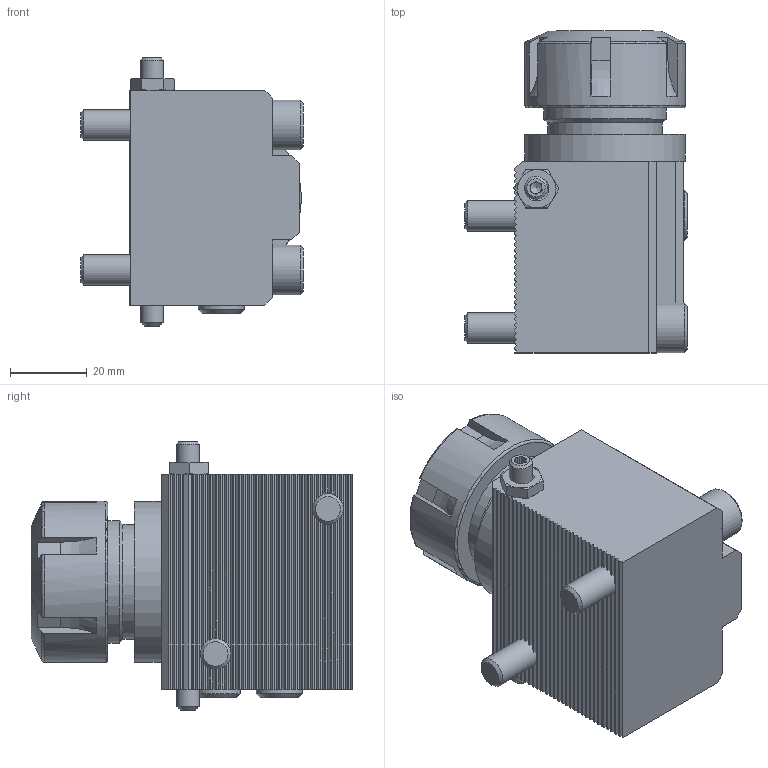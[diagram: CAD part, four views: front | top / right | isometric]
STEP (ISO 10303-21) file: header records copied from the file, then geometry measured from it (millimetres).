
FILE_DESCRIPTION(/* description */ (''),/* implementation_level */ '2;1');
FILE_NAME(/* name */ 'W9990242_A.stp',/* time_stamp */ '2009-11-26T14:21:28+01:00',/* author */ (''),/* organization */ (''),/* preprocessor_version */ 'ST-DEVELOPER v11',/* originating_system */ 'UGS - NX 5.0',/* authorisation */ '');
FILE_SCHEMA (('AUTOMOTIVE_DESIGN { 1 0 10303 214 0 1 1 1 }'));
Length unit declared in the file: millimetre
Products named in the file (12): W6290001_Gravur_A; 901939.0251_A; 410156.0640_A; W32100.06_A; 901930.3---_A; W32122.0216_A; 410156.1216_A; 415606.06_A; 410156.0670_A; 410260.0850_A; W6290001_A; W9990242_A
Assembly tree (13 placements, depth 3):
  W9990242_A
    W6290001_A
      W32122.0216_A
      901930.3---_A
      W32100.06_A
      410156.0640_A
      901939.0251_A
      W6290001_Gravur_A
    410260.0850_A  x2
    410156.0670_A
    415606.06_A
    410156.1216_A  x2
Bounding box: 58 x 83.99 x 70 mm (x, y, z)
Volume: 143569.1 mm3; surface area: 55844.6 mm2
Topology: 12 solids, 12 shells, 577 faces, 1591 edges, 1040 vertices
Faces by surface type: plane 430, cone 67, cylinder 61, torus 13, bspline 6
Full cylindrical faces by diameter (mm): 3 x2, 4.918 x1, 5 x2, 5.217 x2, 6 x6, 6.3 x1, 8 x2, 12 x2, 12.5 x1, 13 x2, 14 x1, 14.5 x2, 16 x1, 18 x1, 20.133 x1, 24.79 x1, 25 x1, 25.39 x1, 26 x1, 30 x1, 30.5 x1, 32 x1, 32.1 x1, 42 x2
Entity records: 17254 total; most frequent: CARTESIAN_POINT 3580, ORIENTED_EDGE 2784, DIRECTION 2720, EDGE_CURVE 1392, VERTEX_POINT 948, AXIS2_PLACEMENT_3D 908, LINE 904, VECTOR 904
